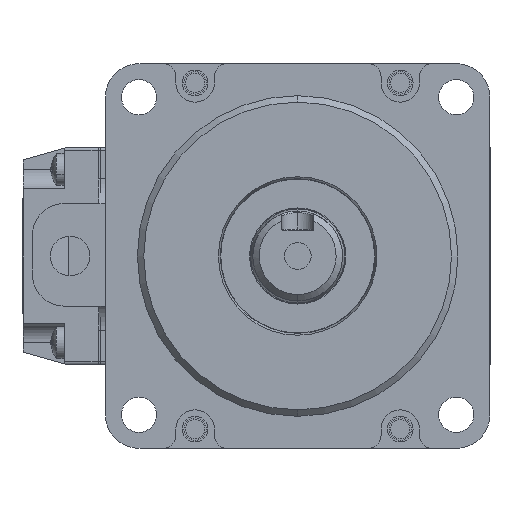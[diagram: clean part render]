
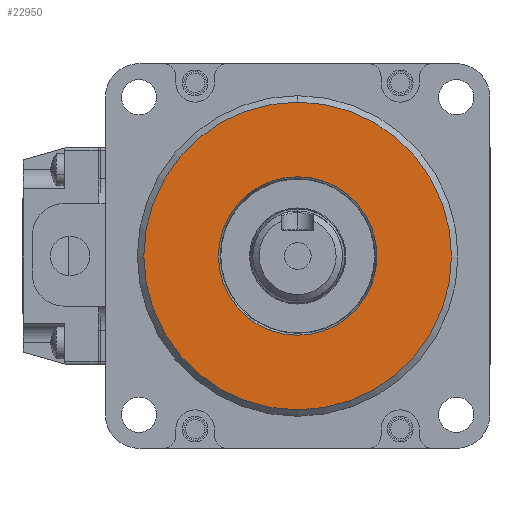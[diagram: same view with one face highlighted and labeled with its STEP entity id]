
A CAD part, left-side view. The second image highlights one B-rep face of the part: STEP entity #22950.
In plain terms, the highlighted planar face has unit normal (-1, 0, 0).
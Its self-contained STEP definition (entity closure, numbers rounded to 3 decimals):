
#333 = ORIENTED_EDGE ( 'NONE', *, *, #8737, .T. ) ;
#511 = CARTESIAN_POINT ( 'NONE',  ( 27., 0., 0. ) ) ;
#1742 = FACE_OUTER_BOUND ( 'NONE', #4577, .T. ) ;
#2270 = DIRECTION ( 'NONE',  ( -1., 0., 0. ) ) ;
#2348 = PLANE ( 'NONE',  #20541 ) ;
#2485 = EDGE_LOOP ( 'NONE', ( #6993, #19450 ) ) ;
#3372 = CARTESIAN_POINT ( 'NONE',  ( 27., 0., 0. ) ) ;
#3948 = CARTESIAN_POINT ( 'NONE',  ( 27., 0., -24. ) ) ;
#4424 = EDGE_CURVE ( 'NONE', #12349, #21759, #20484, .T. ) ;
#4527 = DIRECTION ( 'NONE',  ( -1., 0., 0. ) ) ;
#4577 = EDGE_LOOP ( 'NONE', ( #333, #21907 ) ) ;
#4691 = EDGE_CURVE ( 'NONE', #13002, #5840, #21317, .T. ) ;
#4697 = DIRECTION ( 'NONE',  ( 0., 0., 1. ) ) ;
#5569 = CARTESIAN_POINT ( 'NONE',  ( 27., 0., 24. ) ) ;
#5840 = VERTEX_POINT ( 'NONE', #12281 ) ;
#5889 = AXIS2_PLACEMENT_3D ( 'NONE', #3372, #16603, #7175 ) ;
#6993 = ORIENTED_EDGE ( 'NONE', *, *, #4691, .T. ) ;
#7175 = DIRECTION ( 'NONE',  ( 0., 0., 1. ) ) ;
#8737 = EDGE_CURVE ( 'NONE', #21759, #12349, #13288, .T. ) ;
#10782 = DIRECTION ( 'NONE',  ( -1., 0., 0. ) ) ;
#11884 = CARTESIAN_POINT ( 'NONE',  ( 27., 0., 0. ) ) ;
#12281 = CARTESIAN_POINT ( 'NONE',  ( 27., 0., -12.364 ) ) ;
#12349 = VERTEX_POINT ( 'NONE', #5569 ) ;
#13002 = VERTEX_POINT ( 'NONE', #13775 ) ;
#13288 = CIRCLE ( 'NONE', #16977, 24. ) ;
#13775 = CARTESIAN_POINT ( 'NONE',  ( 27., 0., 12.364 ) ) ;
#15568 = DIRECTION ( 'NONE',  ( 0., 0., 1. ) ) ;
#16197 = EDGE_CURVE ( 'NONE', #5840, #13002, #21134, .T. ) ;
#16603 = DIRECTION ( 'NONE',  ( 1., 0., 0. ) ) ;
#16977 = AXIS2_PLACEMENT_3D ( 'NONE', #11884, #2270, #15568 ) ;
#17182 = AXIS2_PLACEMENT_3D ( 'NONE', #18627, #10782, #18385 ) ;
#17662 = DIRECTION ( 'NONE',  ( 0., 0., 1. ) ) ;
#18385 = DIRECTION ( 'NONE',  ( 0., 0., 1. ) ) ;
#18627 = CARTESIAN_POINT ( 'NONE',  ( 27., 0., 0. ) ) ;
#19450 = ORIENTED_EDGE ( 'NONE', *, *, #16197, .T. ) ;
#20484 = CIRCLE ( 'NONE', #17182, 24. ) ;
#20541 = AXIS2_PLACEMENT_3D ( 'NONE', #511, #4527, #17662 ) ;
#21134 = CIRCLE ( 'NONE', #5889, 12.364 ) ;
#21317 = CIRCLE ( 'NONE', #23090, 12.364 ) ;
#21749 = DIRECTION ( 'NONE',  ( 1., 0., 0. ) ) ;
#21759 = VERTEX_POINT ( 'NONE', #3948 ) ;
#21907 = ORIENTED_EDGE ( 'NONE', *, *, #4424, .T. ) ;
#22950 = ADVANCED_FACE ( 'NONE', ( #23379, #1742 ), #2348, .T. ) ;
#23090 = AXIS2_PLACEMENT_3D ( 'NONE', #24009, #21749, #4697 ) ;
#23379 = FACE_BOUND ( 'NONE', #2485, .T. ) ;
#24009 = CARTESIAN_POINT ( 'NONE',  ( 27., 0., 0. ) ) ;
